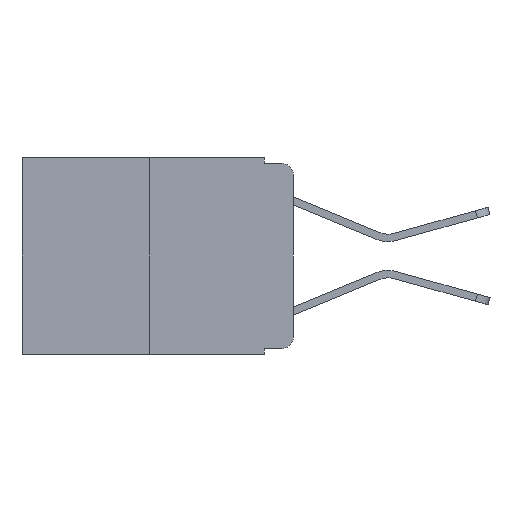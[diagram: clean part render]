
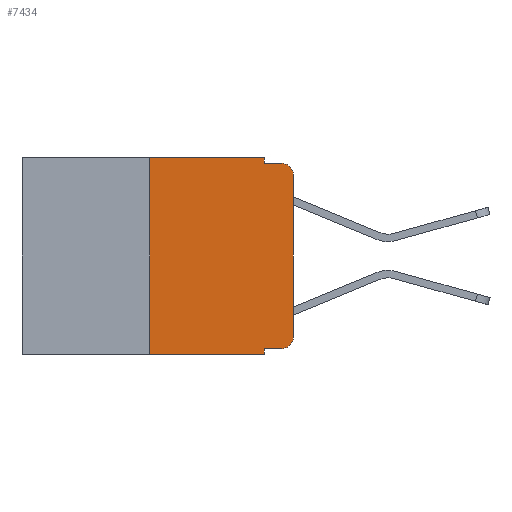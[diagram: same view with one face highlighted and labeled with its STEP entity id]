
A CAD part, left-side view. The second image highlights one B-rep face of the part: STEP entity #7434.
In plain terms, the highlighted planar face has unit normal (-1, 0, 0).
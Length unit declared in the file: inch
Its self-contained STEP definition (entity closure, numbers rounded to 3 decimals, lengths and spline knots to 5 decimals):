
#84 = CARTESIAN_POINT ( 'NONE',  ( 0., 0.02, -0.01 ) ) ;
#147 = CARTESIAN_POINT ( 'NONE',  ( 0., 0.051, 0. ) ) ;
#151 = DIRECTION ( 'NONE',  ( 0., 0., -1. ) ) ;
#156 = EDGE_CURVE ( 'NONE', #11890, #5109, #7081, .T. ) ;
#227 = LINE ( 'NONE', #8706, #10668 ) ;
#733 = CIRCLE ( 'NONE', #6707, 0.02 ) ;
#742 = ORIENTED_EDGE ( 'NONE', *, *, #8030, .F. ) ;
#904 = CARTESIAN_POINT ( 'NONE',  ( 0., 0., 0. ) ) ;
#1096 = CARTESIAN_POINT ( 'NONE',  ( 0., 0.473, 0. ) ) ;
#1105 = ORIENTED_EDGE ( 'NONE', *, *, #3271, .F. ) ;
#1230 = CARTESIAN_POINT ( 'NONE',  ( 0., 0.051, 0. ) ) ;
#1274 = DIRECTION ( 'NONE',  ( 0., 0., -1. ) ) ;
#1324 = ORIENTED_EDGE ( 'NONE', *, *, #3795, .F. ) ;
#1974 = ORIENTED_EDGE ( 'NONE', *, *, #156, .T. ) ;
#2142 = CARTESIAN_POINT ( 'NONE',  ( 0., 0.051, 0. ) ) ;
#2478 = CARTESIAN_POINT ( 'NONE',  ( 0., 0.473, -0.343 ) ) ;
#2624 = DIRECTION ( 'NONE',  ( 0., 0., -1. ) ) ;
#2930 = DIRECTION ( 'NONE',  ( -1., 0., 0. ) ) ;
#2978 = VERTEX_POINT ( 'NONE', #11839 ) ;
#3271 = EDGE_CURVE ( 'NONE', #2978, #11249, #5406, .T. ) ;
#3295 = CARTESIAN_POINT ( 'NONE',  ( 0., 0.051, -0.333 ) ) ;
#3500 = LINE ( 'NONE', #2142, #11574 ) ;
#3690 = CARTESIAN_POINT ( 'NONE',  ( 0., 0.02, -0.333 ) ) ;
#3730 = VERTEX_POINT ( 'NONE', #84 ) ;
#3795 = EDGE_CURVE ( 'NONE', #11808, #3730, #10960, .T. ) ;
#4091 = LINE ( 'NONE', #3295, #11274 ) ;
#4143 = ORIENTED_EDGE ( 'NONE', *, *, #6623, .T. ) ;
#4153 = DIRECTION ( 'NONE',  ( 0., 0., 1. ) ) ;
#4425 = DIRECTION ( 'NONE',  ( 0., -1., 0. ) ) ;
#4634 = CARTESIAN_POINT ( 'NONE',  ( 0., 0., -0.03 ) ) ;
#4663 = VECTOR ( 'NONE', #11553, 39.37008 ) ;
#4667 = CARTESIAN_POINT ( 'NONE',  ( 0., 0.25, -0.343 ) ) ;
#4672 = CARTESIAN_POINT ( 'NONE',  ( 0., 0.051, -0.333 ) ) ;
#4899 = CARTESIAN_POINT ( 'NONE',  ( 0., 0.051, -0.01 ) ) ;
#4906 = CARTESIAN_POINT ( 'NONE',  ( 0., 0.02, -0.313 ) ) ;
#4998 = CARTESIAN_POINT ( 'NONE',  ( 0., 0.051, -0.01 ) ) ;
#5064 = ORIENTED_EDGE ( 'NONE', *, *, #8393, .F. ) ;
#5109 = VERTEX_POINT ( 'NONE', #4634 ) ;
#5141 = CIRCLE ( 'NONE', #6088, 0.02 ) ;
#5247 = EDGE_CURVE ( 'NONE', #10943, #5611, #6778, .T. ) ;
#5406 = LINE ( 'NONE', #1096, #11723 ) ;
#5430 = VECTOR ( 'NONE', #4425, 39.37008 ) ;
#5478 = ORIENTED_EDGE ( 'NONE', *, *, #10901, .T. ) ;
#5611 = VERTEX_POINT ( 'NONE', #6405 ) ;
#5786 = VECTOR ( 'NONE', #4153, 39.37008 ) ;
#6088 = AXIS2_PLACEMENT_3D ( 'NONE', #4906, #2930, #6743 ) ;
#6165 = DIRECTION ( 'NONE',  ( 0., 0., -1. ) ) ;
#6405 = CARTESIAN_POINT ( 'NONE',  ( 0., 0.051, -0.343 ) ) ;
#6522 = VERTEX_POINT ( 'NONE', #4667 ) ;
#6586 = DIRECTION ( 'NONE',  ( 0., -1., 0. ) ) ;
#6601 = EDGE_CURVE ( 'NONE', #10310, #11890, #5141, .T. ) ;
#6623 = EDGE_CURVE ( 'NONE', #5109, #3730, #733, .T. ) ;
#6707 = AXIS2_PLACEMENT_3D ( 'NONE', #10557, #9480, #151 ) ;
#6743 = DIRECTION ( 'NONE',  ( 0., 0., -1. ) ) ;
#6778 = LINE ( 'NONE', #147, #11639 ) ;
#7079 = DIRECTION ( 'NONE',  ( 1., 0., 0. ) ) ;
#7081 = LINE ( 'NONE', #904, #5786 ) ;
#7304 = DIRECTION ( 'NONE',  ( 0., -1., 0. ) ) ;
#7434 = ADVANCED_FACE ( 'NONE', ( #9361 ), #11902, .F. ) ;
#7824 = ORIENTED_EDGE ( 'NONE', *, *, #5247, .F. ) ;
#7832 = ORIENTED_EDGE ( 'NONE', *, *, #6601, .T. ) ;
#8030 = EDGE_CURVE ( 'NONE', #11249, #11808, #3500, .T. ) ;
#8393 = EDGE_CURVE ( 'NONE', #6522, #2978, #227, .T. ) ;
#8706 = CARTESIAN_POINT ( 'NONE',  ( 0., 0.25, 0. ) ) ;
#8875 = EDGE_LOOP ( 'NONE', ( #1974, #4143, #1324, #742, #1105, #5064, #5478, #7824, #11593, #7832 ) ) ;
#8940 = LINE ( 'NONE', #2478, #5430 ) ;
#9361 = FACE_OUTER_BOUND ( 'NONE', #8875, .T. ) ;
#9480 = DIRECTION ( 'NONE',  ( -1., 0., 0. ) ) ;
#9584 = CARTESIAN_POINT ( 'NONE',  ( 0., 0., -0.313 ) ) ;
#10310 = VERTEX_POINT ( 'NONE', #3690 ) ;
#10557 = CARTESIAN_POINT ( 'NONE',  ( 0., 0.02, -0.03 ) ) ;
#10668 = VECTOR ( 'NONE', #11585, 39.37008 ) ;
#10901 = EDGE_CURVE ( 'NONE', #6522, #5611, #8940, .T. ) ;
#10943 = VERTEX_POINT ( 'NONE', #4672 ) ;
#10960 = LINE ( 'NONE', #4998, #4663 ) ;
#11249 = VERTEX_POINT ( 'NONE', #1230 ) ;
#11274 = VECTOR ( 'NONE', #7304, 39.37008 ) ;
#11428 = EDGE_CURVE ( 'NONE', #10943, #10310, #4091, .T. ) ;
#11553 = DIRECTION ( 'NONE',  ( 0., -1., 0. ) ) ;
#11574 = VECTOR ( 'NONE', #1274, 39.37008 ) ;
#11585 = DIRECTION ( 'NONE',  ( 0., 0., 1. ) ) ;
#11593 = ORIENTED_EDGE ( 'NONE', *, *, #11428, .T. ) ;
#11639 = VECTOR ( 'NONE', #2624, 39.37008 ) ;
#11723 = VECTOR ( 'NONE', #6586, 39.37008 ) ;
#11808 = VERTEX_POINT ( 'NONE', #4899 ) ;
#11839 = CARTESIAN_POINT ( 'NONE',  ( 0., 0.25, 0. ) ) ;
#11890 = VERTEX_POINT ( 'NONE', #9584 ) ;
#11902 = PLANE ( 'NONE',  #11913 ) ;
#11913 = AXIS2_PLACEMENT_3D ( 'NONE', #11939, #7079, #6165 ) ;
#11939 = CARTESIAN_POINT ( 'NONE',  ( 0., 0.473, 0. ) ) ;
